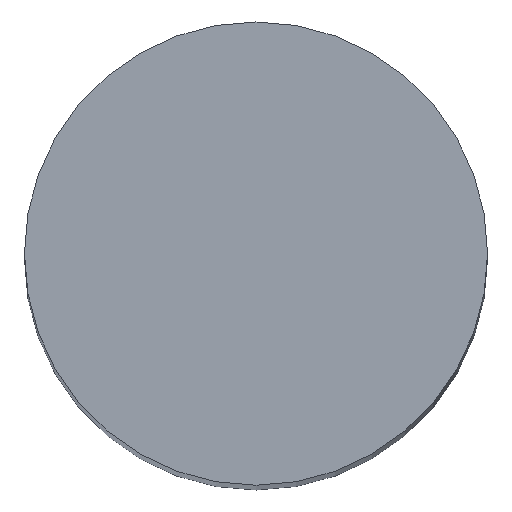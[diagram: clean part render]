
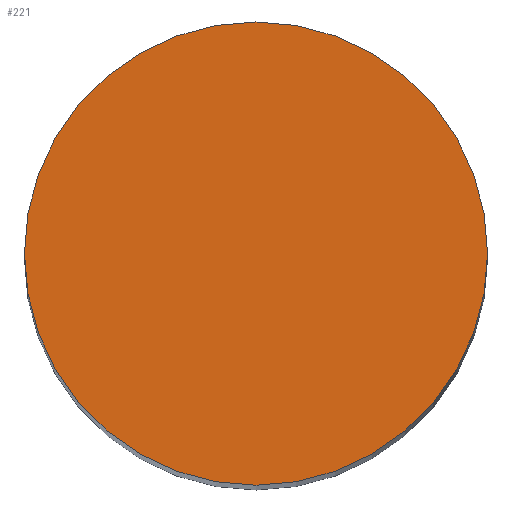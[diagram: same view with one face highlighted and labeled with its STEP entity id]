
A CAD part, top view. The second image highlights one B-rep face of the part: STEP entity #221.
In plain terms, the highlighted planar face has unit normal (0, 0, 1).
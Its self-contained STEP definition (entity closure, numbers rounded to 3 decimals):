
#212=EDGE_CURVE('240[2]',#425,#425,#426,.T.);
#221=ADVANCED_FACE('240[2]',(#435),#436,.T.);
#425=VERTEX_POINT('',#770);
#426=CIRCLE('',#771,3.5);
#435=FACE_OUTER_BOUND('',#785,.T.);
#436=PLANE('',#786);
#770=CARTESIAN_POINT('',(-3.5,0.,0.));
#771=AXIS2_PLACEMENT_3D('',#1035,#1036,#1037);
#785=EDGE_LOOP('',(#1046));
#786=AXIS2_PLACEMENT_3D('',#1047,#1048,#1049);
#1035=CARTESIAN_POINT('',(0.,0.,0.));
#1036=DIRECTION('',(0.,0.,-1.0));
#1037=DIRECTION('',(-1.0,0.,0.));
#1046=ORIENTED_EDGE('',*,*,#212,.F.);
#1047=CARTESIAN_POINT('',(-1.75,0.,0.));
#1048=DIRECTION('',(0.,0.,1.0));
#1049=DIRECTION('',(-1.0,0.,0.0));
